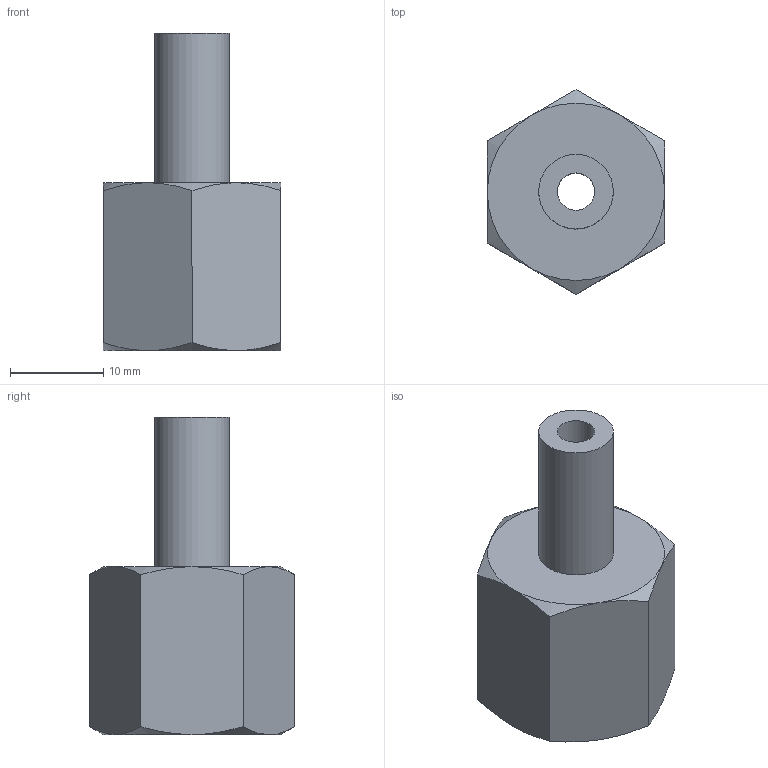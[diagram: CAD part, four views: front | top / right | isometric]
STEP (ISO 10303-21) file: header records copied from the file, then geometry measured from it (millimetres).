
FILE_DESCRIPTION(/* description */ ('STEP AP203'),/* implementation_level */ '2;1');
FILE_NAME(/* name */ 'Welding Cone AKM 8-8x2-01',/* time_stamp */ '2025-01-16T08:37:49+01:00',/* author */ ('License CC BY-ND 4.0'),/* organization */ ('CADENAS'),/* preprocessor_version */ 'ST-DEVELOPER v19.3',/* originating_system */ 'PARTsolutions',/* authorisation */ ' ');
FILE_SCHEMA (('CONFIG_CONTROL_DESIGN'));
Length unit declared in the file: millimetre
Products named in the file (1): Schweisskegel AKM 8-8x2-01
Bounding box: 19 x 21.94 x 34 mm (x, y, z)
Volume: 4667.9 mm3; surface area: 3300.6 mm2
Topology: 1 solids, 1 shells, 31 faces, 61 edges, 37 vertices
Faces by surface type: cone 14, plane 13, cylinder 3, torus 1
Full cylindrical faces by diameter (mm): 4 x1, 8 x1, 14.376 x1
Entity records: 1021 total; most frequent: CARTESIAN_POINT 194, DIRECTION 118, ORIENTED_EDGE 108, AXIS2_PLACEMENT_3D 56, EDGE_CURVE 54, EDGE_LOOP 44, FACE_BOUND 44, VERTEX_POINT 36
